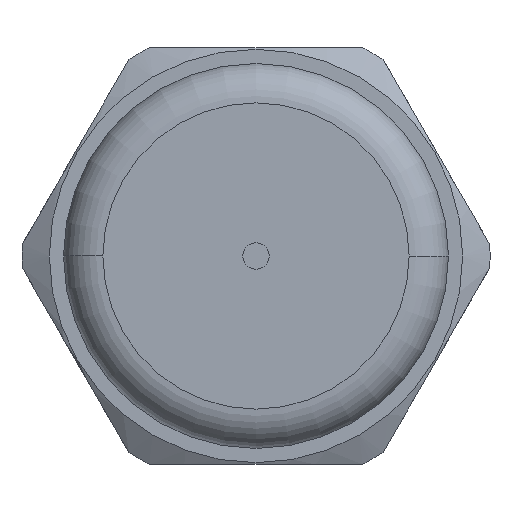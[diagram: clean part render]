
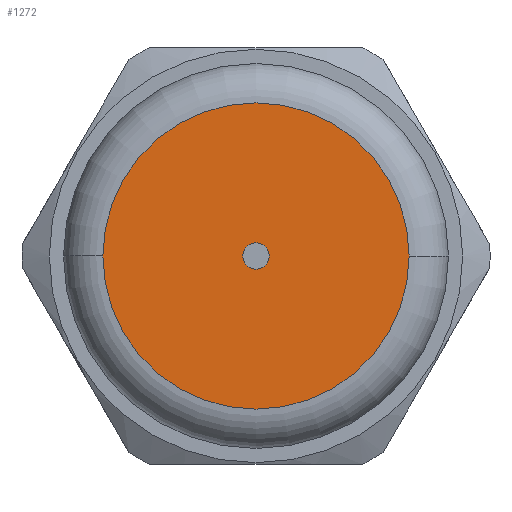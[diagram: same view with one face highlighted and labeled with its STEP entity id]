
A CAD part, left-side view. The second image highlights one B-rep face of the part: STEP entity #1272.
In plain terms, the highlighted planar face has unit normal (-1, 0, 0).
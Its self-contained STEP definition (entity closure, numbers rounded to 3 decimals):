
#93 = AXIS2_PLACEMENT_3D ( 'NONE', #3256, #2609, #251 ) ;
#135 = EDGE_CURVE ( 'NONE', #807, #2432, #3836, .T. ) ;
#241 = CARTESIAN_POINT ( 'NONE',  ( -21.7, 0., 0. ) ) ;
#251 = DIRECTION ( 'NONE',  ( 0., -1., 0. ) ) ;
#255 = DIRECTION ( 'NONE',  ( -1., 0., 0. ) ) ;
#291 = ORIENTED_EDGE ( 'NONE', *, *, #1130, .T. ) ;
#305 = PLANE ( 'NONE',  #93 ) ;
#412 = CARTESIAN_POINT ( 'NONE',  ( -21.7, 0., 0. ) ) ;
#492 = AXIS2_PLACEMENT_3D ( 'NONE', #241, #255, #1611 ) ;
#571 = AXIS2_PLACEMENT_3D ( 'NONE', #2673, #1957, #3625 ) ;
#586 = CARTESIAN_POINT ( 'NONE',  ( -21.7, 7., 0. ) ) ;
#612 = ORIENTED_EDGE ( 'NONE', *, *, #135, .F. ) ;
#671 = FACE_BOUND ( 'NONE', #4106, .T. ) ;
#737 = DIRECTION ( 'NONE',  ( -1., 0., 0. ) ) ;
#807 = VERTEX_POINT ( 'NONE', #2844 ) ;
#868 = VERTEX_POINT ( 'NONE', #586 ) ;
#870 = DIRECTION ( 'NONE',  ( 0., 1., 0. ) ) ;
#883 = EDGE_CURVE ( 'NONE', #868, #3222, #2682, .T. ) ;
#1058 = DIRECTION ( 'NONE',  ( 0., 1., 0. ) ) ;
#1130 = EDGE_CURVE ( 'NONE', #3222, #868, #3104, .T. ) ;
#1272 = ADVANCED_FACE ( 'NONE', ( #671, #4086 ), #305, .F. ) ;
#1601 = CARTESIAN_POINT ( 'NONE',  ( -21.7, 0.6, 0. ) ) ;
#1611 = DIRECTION ( 'NONE',  ( 0., 1., 0. ) ) ;
#1683 = EDGE_LOOP ( 'NONE', ( #3024, #291 ) ) ;
#1852 = CARTESIAN_POINT ( 'NONE',  ( -21.7, 0., 0. ) ) ;
#1867 = DIRECTION ( 'NONE',  ( -1., 0., 0. ) ) ;
#1957 = DIRECTION ( 'NONE',  ( -1., 0., 0. ) ) ;
#2132 = CIRCLE ( 'NONE', #571, 0.6 ) ;
#2209 = AXIS2_PLACEMENT_3D ( 'NONE', #412, #737, #1058 ) ;
#2432 = VERTEX_POINT ( 'NONE', #1601 ) ;
#2496 = AXIS2_PLACEMENT_3D ( 'NONE', #1852, #1867, #870 ) ;
#2566 = EDGE_CURVE ( 'NONE', #2432, #807, #2132, .T. ) ;
#2609 = DIRECTION ( 'NONE',  ( 1., 0., 0. ) ) ;
#2673 = CARTESIAN_POINT ( 'NONE',  ( -21.7, 0., 0. ) ) ;
#2682 = CIRCLE ( 'NONE', #492, 7. ) ;
#2844 = CARTESIAN_POINT ( 'NONE',  ( -21.7, -0.6, 0. ) ) ;
#2883 = CARTESIAN_POINT ( 'NONE',  ( -21.7, -7., 0. ) ) ;
#3024 = ORIENTED_EDGE ( 'NONE', *, *, #883, .T. ) ;
#3104 = CIRCLE ( 'NONE', #2496, 7. ) ;
#3222 = VERTEX_POINT ( 'NONE', #2883 ) ;
#3256 = CARTESIAN_POINT ( 'NONE',  ( -21.7, 0., -0.6 ) ) ;
#3276 = ORIENTED_EDGE ( 'NONE', *, *, #2566, .F. ) ;
#3625 = DIRECTION ( 'NONE',  ( 0., 1., 0. ) ) ;
#3836 = CIRCLE ( 'NONE', #2209, 0.6 ) ;
#4086 = FACE_OUTER_BOUND ( 'NONE', #1683, .T. ) ;
#4106 = EDGE_LOOP ( 'NONE', ( #3276, #612 ) ) ;
